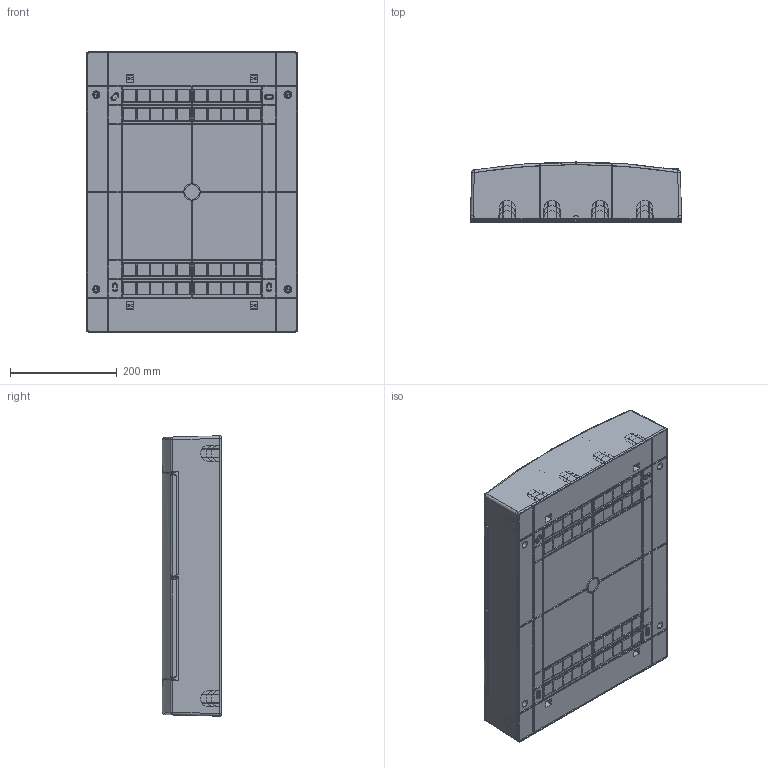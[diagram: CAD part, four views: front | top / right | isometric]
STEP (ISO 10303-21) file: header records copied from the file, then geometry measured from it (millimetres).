
FILE_DESCRIPTION((''),'2;1');
FILE_NAME('ECT_3X18_PT_ASM','2024-08-12T08:36:02',('klemen.sitar'),('Audax d.o.o.'),'CREO PARAMETRIC BY PTC INC, 2021304','CREO PARAMETRIC BY PTC INC, 2021304','');
FILE_SCHEMA(('AP242_MANAGED_MODEL_BASED_3D_ENGINEERING_MIM_LF { 1 0 10303 442 1 1 4 }'));
Products named in the file (8): LIMENA_SINA_18_1_1; MASKA__N3X18C__1; DNO__N3X18C__1; ETI_LOGO_1_1_1_1_1_1; ETI_LOGO_2_1_1_1_1_1; ETI_LOGO_3_1_1_1_1_1; VRATA__N3X18C__1; ECT_3X18_PT_ASM
Assembly tree (9 placements, depth 2):
  ECT_3X18_PT_ASM
    LIMENA_SINA_18_1_1  x3
    MASKA__N3X18C__1
    DNO__N3X18C__1
    ETI_LOGO_1_1_1_1_1_1
    ETI_LOGO_2_1_1_1_1_1
    ETI_LOGO_3_1_1_1_1_1
    VRATA__N3X18C__1
Bounding box: 395.8 x 111.6 x 525.6 mm (x, y, z)
Volume: 1790598.1 mm3; surface area: 1697574.1 mm2
Topology: 9 solids, 9 shells, 3348 faces, 9402 edges, 6171 vertices
Faces by surface type: plane 2225, cylinder 779, cone 304, torus 18, sphere 8, bspline 8, extrusion 6
Entity records: 158742 total; most frequent: CARTESIAN_POINT 21609, ORIENTED_EDGE 18404, DIRECTION 17404, PRESENTATION_STYLE_ASSIGNMENT 12499, STYLED_ITEM 12499, CURVE_STYLE 9208, EDGE_CURVE 9202, VERTEX_POINT 6043
